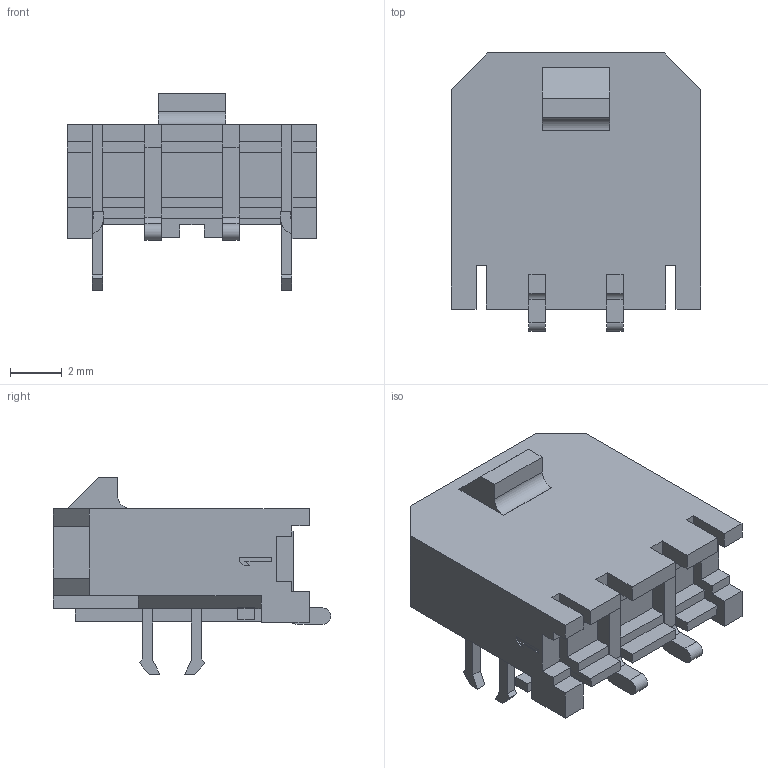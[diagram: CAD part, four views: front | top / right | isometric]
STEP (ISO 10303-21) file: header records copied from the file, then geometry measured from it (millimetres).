
FILE_DESCRIPTION(/* description */ (''),/* implementation_level */ '2;1');
FILE_NAME(/* name */ '436500210.step',/* time_stamp */ '2022-01-15T11:08:24-05:00',/* author */ (''),/* organization */ (''),/* preprocessor_version */ 'ST-DEVELOPER v18.1',/* originating_system */ 'Autodesk Translation Framework v10.10.0.1391',/* authorisation */ '');
FILE_SCHEMA (('AUTOMOTIVE_DESIGN { 1 0 10303 214 3 1 1 }'));
Length unit declared in the file: millimetre
Products named in the file (1): 436500210
Bounding box: 9.65 x 10.74 x 7.61 mm (x, y, z)
Volume: 255.1 mm3; surface area: 599.2 mm2
Topology: 1 solids, 1 shells, 227 faces, 637 edges, 410 vertices
Faces by surface type: plane 214, cylinder 13
Entity records: 7291 total; most frequent: CARTESIAN_POINT 1275, ORIENTED_EDGE 1274, DIRECTION 1127, EDGE_CURVE 637, LINE 603, VECTOR 603, VERTEX_POINT 410, AXIS2_PLACEMENT_3D 262
